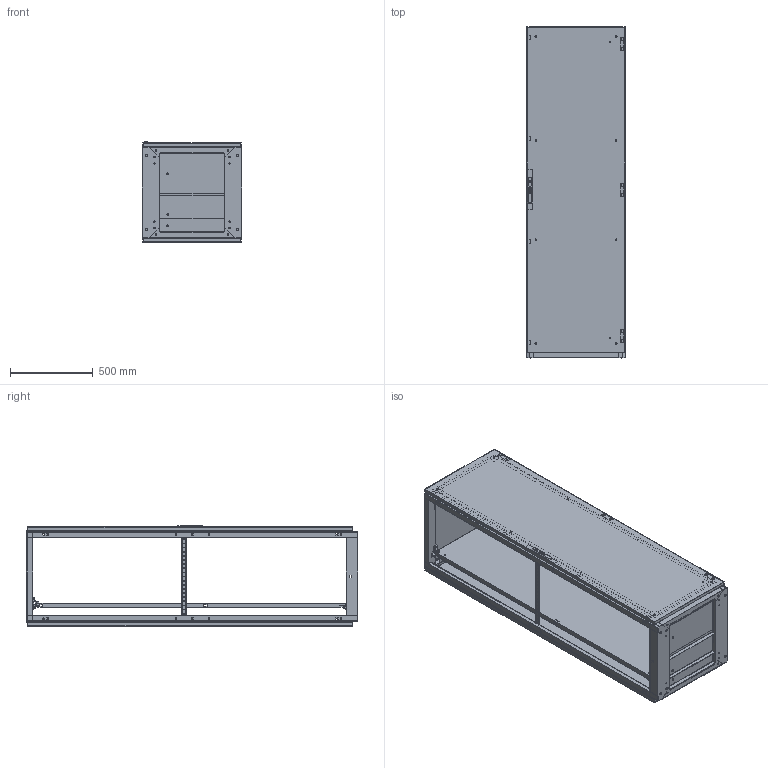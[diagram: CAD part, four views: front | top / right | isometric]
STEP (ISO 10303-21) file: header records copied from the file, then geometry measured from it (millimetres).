
FILE_DESCRIPTION (( 'STEP AP214' ), '1' );
FILE_NAME ('0395-6020-60-17.STEP', '2014-12-03T08:29:39', ( '' ), ( '' ), 'SwSTEP 2.0', 'SolidWorks 2014', '' );
FILE_SCHEMA (( 'AUTOMOTIVE_DESIGN' ));
Length unit declared in the file: millimetre
Products named in the file (19): Tuere 0395 (Modell) B 600 H 2000; Strebe links vorne-hinten 0395 (Modell) H 2000; Montageplatte kpl 0348 (Modell) B 600 H 2000; Dach 0395 (Modell) B 600 T 600; Arretierwinkel kpl rechts (Modell) 600; Bodenblech 0395 (Modell) B 600 T 600; Arretierwinkel kpl links (Modell) 600; Rasthalterung kpl rechts (Modell) 600; 0395-6020-60-17; Rasthalterung kpl links (Modell) 600; Montageplatte 0348 (Modell) B 600 H 2000; Tiefenstrebe 0396 (Modell) T 600; Bodenplatte vorne 0395 (Modell) B 600 T 600; Bodenplatte mitte 0395 (Modell) B 600 T 600; Bodenplatte hinten 0395 (Modell) B 600; Rueckwand 0395 (Modell) B 600 H 2000; Dachplatte 0395 (Modell) B 600 T 600; Schrankgrundgestell 0395 (Modell) B 600 H 2000 T 600; Strebe rechts vorne-hinten 0395 (Modell) H 2000
Assembly tree (21 placements, depth 3):
  0395-6020-60-17
    Schrankgrundgestell 0395 (Modell) B 600 H 2000 T 600
      Bodenblech 0395 (Modell) B 600 T 600
      Dach 0395 (Modell) B 600 T 600
      Strebe links vorne-hinten 0395 (Modell) H 2000  x2
      Strebe rechts vorne-hinten 0395 (Modell) H 2000  x2
    Dachplatte 0395 (Modell) B 600 T 600
    Rueckwand 0395 (Modell) B 600 H 2000
    Bodenplatte hinten 0395 (Modell) B 600
    Bodenplatte mitte 0395 (Modell) B 600 T 600
    Bodenplatte vorne 0395 (Modell) B 600 T 600
    Tiefenstrebe 0396 (Modell) T 600  x2
    Montageplatte kpl 0348 (Modell) B 600 H 2000
      Montageplatte 0348 (Modell) B 600 H 2000
      Rasthalterung kpl links (Modell) 600
      Rasthalterung kpl rechts (Modell) 600
      Arretierwinkel kpl links (Modell) 600
      Arretierwinkel kpl rechts (Modell) 600
    Tuere 0395 (Modell) B 600 H 2000
Bounding box: 600 x 2007.6 x 608.5 mm (x, y, z)
Volume: 13206702.4 mm3; surface area: 13134774 mm2
Topology: 31 solids, 33 shells, 3046 faces, 8167 edges, 5400 vertices
Faces by surface type: plane 1607, cylinder 1361, cone 78
Entity records: 111510 total; most frequent: DIRECTION 15770, CARTESIAN_POINT 15612, ORIENTED_EDGE 15052, EDGE_CURVE 7526, AXIS2_PLACEMENT_3D 5468, VERTEX_POINT 4974, VECTOR 4834, LINE 4834
